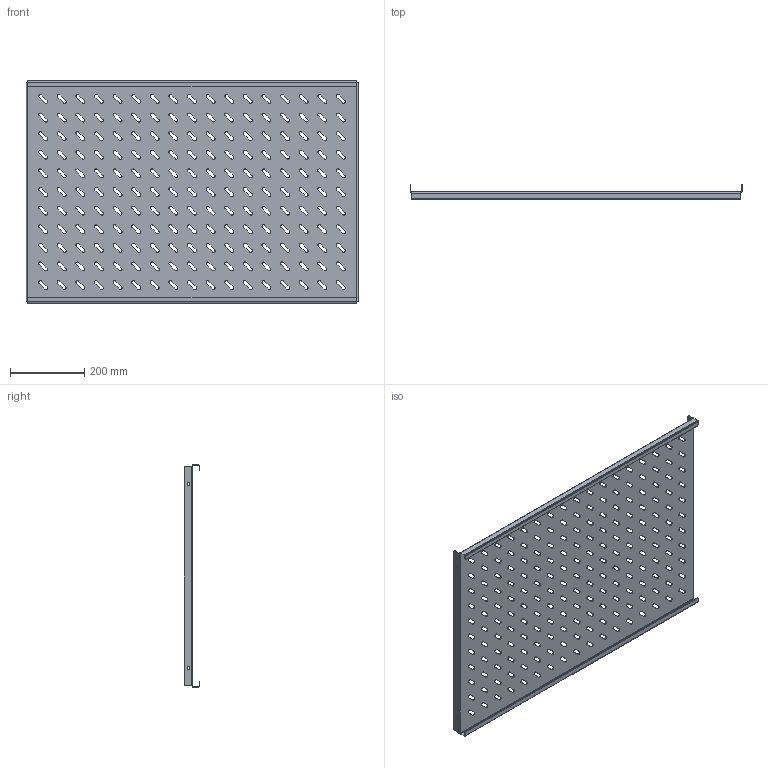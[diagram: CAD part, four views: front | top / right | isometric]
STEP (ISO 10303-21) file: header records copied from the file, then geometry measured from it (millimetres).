
FILE_DESCRIPTION (( 'STEP AP214' ), '1' );
FILE_NAME ('945.208.STEP', '2024-09-23T06:49:42', ( '' ), ( '' ), 'SwSTEP 2.0', 'SolidWorks 2021', '' );
FILE_SCHEMA (( 'AUTOMOTIVE_DESIGN' ));
Length unit declared in the file: millimetre
Products named in the file (1): 945.208
Bounding box: 892 x 41 x 597 mm (x, y, z)
Volume: 845482.2 mm3; surface area: 1152029.5 mm2
Topology: 1 solids, 1 shells, 1003 faces, 2975 edges, 1974 vertices
Faces by surface type: cylinder 589, plane 414
Entity records: 34781 total; most frequent: DIRECTION 6161, CARTESIAN_POINT 5953, ORIENTED_EDGE 5950, EDGE_CURVE 2975, AXIS2_PLACEMENT_3D 2182, VERTEX_POINT 1974, VECTOR 1797, LINE 1797
